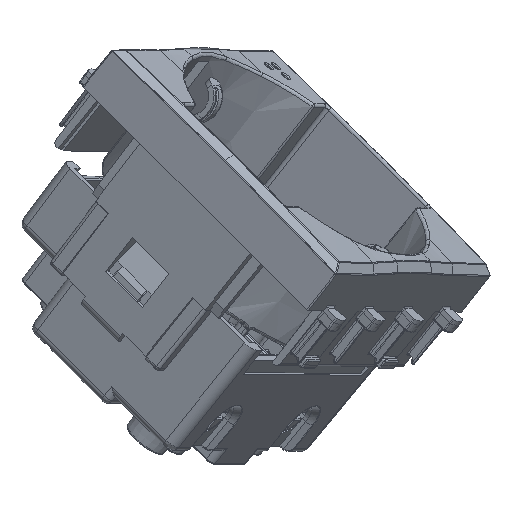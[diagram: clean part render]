
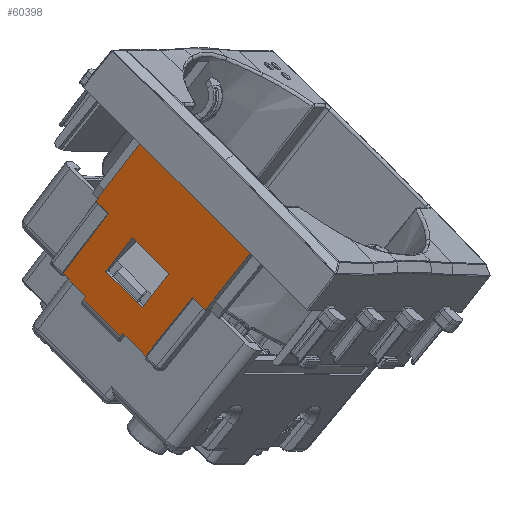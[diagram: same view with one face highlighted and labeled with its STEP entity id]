
A CAD part, isometric view. The second image highlights one B-rep face of the part: STEP entity #60398.
In plain terms, the highlighted face is planar.
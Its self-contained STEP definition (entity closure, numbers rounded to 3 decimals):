
#60231=CARTESIAN_POINT('Vertex',(-10.9,-22.248,-10.125)) ;
#60235=CARTESIAN_POINT('Control Point',(-10.988,-22.425,0.)) ;
#60236=CARTESIAN_POINT('Control Point',(-10.9,-22.248,-10.125)) ;
#60237=CARTESIAN_POINT('Vertex',(-10.988,-22.425,0.)) ;
#60262=CARTESIAN_POINT('Axis2P3D Location',(0.,-22.425,0.)) ;
#60267=CARTESIAN_POINT('Line Origine',(10.944,-22.337,-5.063)) ;
#60271=CARTESIAN_POINT('Vertex',(10.988,-22.425,0.)) ;
#60273=CARTESIAN_POINT('Vertex',(10.9,-22.248,-10.125)) ;
#60276=CARTESIAN_POINT('Line Origine',(5.494,-22.425,0.)) ;
#60280=CARTESIAN_POINT('Vertex',(0.,-22.425,0.)) ;
#60283=CARTESIAN_POINT('Line Origine',(-5.494,-22.425,0.)) ;
#60288=CARTESIAN_POINT('Line Origine',(-9.65,-22.248,-10.125)) ;
#60292=CARTESIAN_POINT('Vertex',(-8.4,-22.248,-10.125)) ;
#60295=CARTESIAN_POINT('Line Origine',(-8.308,-22.157,-15.375)) ;
#60299=CARTESIAN_POINT('Vertex',(-8.217,-22.065,-20.625)) ;
#60302=CARTESIAN_POINT('Line Origine',(-5.965,-22.065,-20.625)) ;
#60306=CARTESIAN_POINT('Vertex',(-3.713,-22.065,-20.625)) ;
#60309=CARTESIAN_POINT('Line Origine',(-3.711,-22.06,-20.884)) ;
#60313=CARTESIAN_POINT('Vertex',(-3.709,-22.056,-21.142)) ;
#60316=CARTESIAN_POINT('Line Origine',(0.,-22.056,-21.142)) ;
#60320=CARTESIAN_POINT('Vertex',(3.709,-22.056,-21.142)) ;
#60323=CARTESIAN_POINT('Line Origine',(3.711,-22.06,-20.884)) ;
#60327=CARTESIAN_POINT('Vertex',(3.713,-22.065,-20.625)) ;
#60330=CARTESIAN_POINT('Line Origine',(5.965,-22.065,-20.625)) ;
#60334=CARTESIAN_POINT('Vertex',(8.217,-22.065,-20.625)) ;
#60337=CARTESIAN_POINT('Line Origine',(8.308,-22.157,-15.375)) ;
#60341=CARTESIAN_POINT('Vertex',(8.4,-22.248,-10.125)) ;
#60344=CARTESIAN_POINT('Line Origine',(9.65,-22.248,-10.125)) ;
#60364=CARTESIAN_POINT('Line Origine',(-3.643,-22.196,-13.106)) ;
#60368=CARTESIAN_POINT('Vertex',(-3.644,-22.249,-10.087)) ;
#60370=CARTESIAN_POINT('Vertex',(-3.642,-22.144,-16.125)) ;
#60373=CARTESIAN_POINT('Line Origine',(0.,-22.249,-10.087)) ;
#60377=CARTESIAN_POINT('Vertex',(3.644,-22.249,-10.087)) ;
#60380=CARTESIAN_POINT('Line Origine',(3.643,-22.196,-13.106)) ;
#60384=CARTESIAN_POINT('Vertex',(3.642,-22.144,-16.125)) ;
#60387=CARTESIAN_POINT('Line Origine',(0.,-22.144,-16.125)) ;
#60263=DIRECTION('Axis2P3D Direction',(0.,-1.,-0.017)) ;
#60264=DIRECTION('Axis2P3D XDirection',(0.,0.017,-1.)) ;
#60268=DIRECTION('Vector Direction',(-0.009,0.017,-1.)) ;
#60277=DIRECTION('Vector Direction',(-1.,0.,0.)) ;
#60284=DIRECTION('Vector Direction',(-1.,0.,0.)) ;
#60289=DIRECTION('Vector Direction',(1.,0.,0.)) ;
#60296=DIRECTION('Vector Direction',(-0.017,-0.017,1.)) ;
#60303=DIRECTION('Vector Direction',(1.,0.,0.)) ;
#60310=DIRECTION('Vector Direction',(0.009,0.017,-1.)) ;
#60317=DIRECTION('Vector Direction',(1.,0.,0.)) ;
#60324=DIRECTION('Vector Direction',(-0.009,0.017,-1.)) ;
#60331=DIRECTION('Vector Direction',(1.,0.,0.)) ;
#60338=DIRECTION('Vector Direction',(0.017,-0.017,1.)) ;
#60345=DIRECTION('Vector Direction',(1.,0.,0.)) ;
#60365=DIRECTION('Vector Direction',(0.,0.017,-1.)) ;
#60374=DIRECTION('Vector Direction',(1.,0.,0.)) ;
#60381=DIRECTION('Vector Direction',(0.,0.017,-1.)) ;
#60388=DIRECTION('Vector Direction',(1.,0.,0.)) ;
#60265=AXIS2_PLACEMENT_3D('Plane Axis2P3D',#60262,#60263,#60264) ;
#60350=ORIENTED_EDGE('',*,*,#60275,.F.) ;
#60351=ORIENTED_EDGE('',*,*,#60282,.T.) ;
#60352=ORIENTED_EDGE('',*,*,#60287,.F.) ;
#60353=ORIENTED_EDGE('',*,*,#60239,.T.) ;
#60354=ORIENTED_EDGE('',*,*,#60294,.F.) ;
#60355=ORIENTED_EDGE('',*,*,#60301,.T.) ;
#60356=ORIENTED_EDGE('',*,*,#60308,.F.) ;
#60357=ORIENTED_EDGE('',*,*,#60315,.T.) ;
#60358=ORIENTED_EDGE('',*,*,#60322,.F.) ;
#60359=ORIENTED_EDGE('',*,*,#60329,.F.) ;
#60360=ORIENTED_EDGE('',*,*,#60336,.T.) ;
#60361=ORIENTED_EDGE('',*,*,#60343,.F.) ;
#60362=ORIENTED_EDGE('',*,*,#60348,.T.) ;
#60393=ORIENTED_EDGE('',*,*,#60372,.F.) ;
#60394=ORIENTED_EDGE('',*,*,#60379,.F.) ;
#60395=ORIENTED_EDGE('',*,*,#60386,.T.) ;
#60396=ORIENTED_EDGE('',*,*,#60391,.T.) ;
#60397=FACE_BOUND('',#60392,.T.) ;
#60269=VECTOR('Line Direction',#60268,1.) ;
#60278=VECTOR('Line Direction',#60277,1.) ;
#60285=VECTOR('Line Direction',#60284,1.) ;
#60290=VECTOR('Line Direction',#60289,1.) ;
#60297=VECTOR('Line Direction',#60296,1.) ;
#60304=VECTOR('Line Direction',#60303,1.) ;
#60311=VECTOR('Line Direction',#60310,1.) ;
#60318=VECTOR('Line Direction',#60317,1.) ;
#60325=VECTOR('Line Direction',#60324,1.) ;
#60332=VECTOR('Line Direction',#60331,1.) ;
#60339=VECTOR('Line Direction',#60338,1.) ;
#60346=VECTOR('Line Direction',#60345,1.) ;
#60366=VECTOR('Line Direction',#60365,1.) ;
#60375=VECTOR('Line Direction',#60374,1.) ;
#60382=VECTOR('Line Direction',#60381,1.) ;
#60389=VECTOR('Line Direction',#60388,1.) ;
#60398=ADVANCED_FACE('PartBody',(#60363,#60397),#60266,.T.) ;
#60234=B_SPLINE_CURVE_WITH_KNOTS('',1,(#60235,#60236),.UNSPECIFIED.,.F.,.U.,(2,2),(-0.119,10.008),.UNSPECIFIED.) ;
#60239=EDGE_CURVE('',#60238,#60232,#60234,.T.) ;
#60275=EDGE_CURVE('',#60272,#60274,#60270,.T.) ;
#60282=EDGE_CURVE('',#60272,#60281,#60279,.T.) ;
#60287=EDGE_CURVE('',#60238,#60281,#60286,.F.) ;
#60294=EDGE_CURVE('',#60293,#60232,#60291,.F.) ;
#60301=EDGE_CURVE('',#60293,#60300,#60298,.F.) ;
#60308=EDGE_CURVE('',#60307,#60300,#60305,.F.) ;
#60315=EDGE_CURVE('',#60307,#60314,#60312,.T.) ;
#60322=EDGE_CURVE('',#60321,#60314,#60319,.F.) ;
#60329=EDGE_CURVE('',#60328,#60321,#60326,.T.) ;
#60336=EDGE_CURVE('',#60328,#60335,#60333,.T.) ;
#60343=EDGE_CURVE('',#60342,#60335,#60340,.F.) ;
#60348=EDGE_CURVE('',#60342,#60274,#60347,.T.) ;
#60372=EDGE_CURVE('',#60369,#60371,#60367,.T.) ;
#60379=EDGE_CURVE('',#60378,#60369,#60376,.F.) ;
#60386=EDGE_CURVE('',#60378,#60385,#60383,.T.) ;
#60391=EDGE_CURVE('',#60385,#60371,#60390,.F.) ;
#60349=EDGE_LOOP('',(#60350,#60351,#60352,#60353,#60354,#60355,#60356,#60357,#60358,#60359,#60360,#60361,#60362)) ;
#60392=EDGE_LOOP('',(#60393,#60394,#60395,#60396)) ;
#60363=FACE_OUTER_BOUND('',#60349,.T.) ;
#60270=LINE('Line',#60267,#60269) ;
#60279=LINE('Line',#60276,#60278) ;
#60286=LINE('Line',#60283,#60285) ;
#60291=LINE('Line',#60288,#60290) ;
#60298=LINE('Line',#60295,#60297) ;
#60305=LINE('Line',#60302,#60304) ;
#60312=LINE('Line',#60309,#60311) ;
#60319=LINE('Line',#60316,#60318) ;
#60326=LINE('Line',#60323,#60325) ;
#60333=LINE('Line',#60330,#60332) ;
#60340=LINE('Line',#60337,#60339) ;
#60347=LINE('Line',#60344,#60346) ;
#60367=LINE('Line',#60364,#60366) ;
#60376=LINE('Line',#60373,#60375) ;
#60383=LINE('Line',#60380,#60382) ;
#60390=LINE('Line',#60387,#60389) ;
#60266=PLANE('',#60265) ;
#60232=VERTEX_POINT('',#60231) ;
#60238=VERTEX_POINT('',#60237) ;
#60272=VERTEX_POINT('',#60271) ;
#60274=VERTEX_POINT('',#60273) ;
#60281=VERTEX_POINT('',#60280) ;
#60293=VERTEX_POINT('',#60292) ;
#60300=VERTEX_POINT('',#60299) ;
#60307=VERTEX_POINT('',#60306) ;
#60314=VERTEX_POINT('',#60313) ;
#60321=VERTEX_POINT('',#60320) ;
#60328=VERTEX_POINT('',#60327) ;
#60335=VERTEX_POINT('',#60334) ;
#60342=VERTEX_POINT('',#60341) ;
#60369=VERTEX_POINT('',#60368) ;
#60371=VERTEX_POINT('',#60370) ;
#60378=VERTEX_POINT('',#60377) ;
#60385=VERTEX_POINT('',#60384) ;
